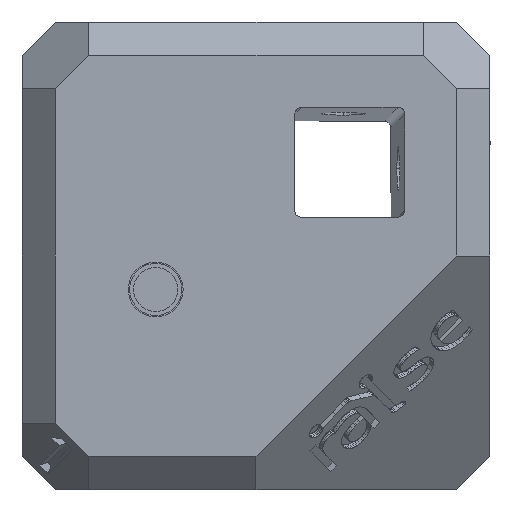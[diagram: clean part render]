
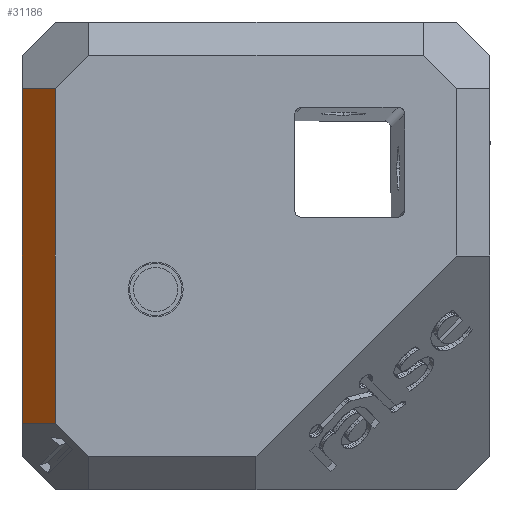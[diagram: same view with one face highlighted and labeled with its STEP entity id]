
A CAD part, front view. The second image highlights one B-rep face of the part: STEP entity #31186.
In plain terms, the highlighted planar face has unit normal (-0.707, -0.707, 0).
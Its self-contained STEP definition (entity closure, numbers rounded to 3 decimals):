
#1626 = CARTESIAN_POINT ( 'NONE',  ( -30., 0., 25. ) ) ;
#2046 = CARTESIAN_POINT ( 'NONE',  ( -35., 5., -25. ) ) ;
#3745 = FACE_OUTER_BOUND ( 'NONE', #29504, .T. ) ;
#5422 = VECTOR ( 'NONE', #8815, 1000. ) ;
#6956 = VECTOR ( 'NONE', #36615, 1000. ) ;
#6987 = VERTEX_POINT ( 'NONE', #32728 ) ;
#8550 = CARTESIAN_POINT ( 'NONE',  ( -15., -15., 25. ) ) ;
#8815 = DIRECTION ( 'NONE',  ( 0.707, -0.707, 0. ) ) ;
#9019 = DIRECTION ( 'NONE',  ( 0., 0., -1. ) ) ;
#9977 = LINE ( 'NONE', #2046, #6956 ) ;
#10342 = ORIENTED_EDGE ( 'NONE', *, *, #43430, .F. ) ;
#11967 = ORIENTED_EDGE ( 'NONE', *, *, #31761, .F. ) ;
#12187 = PLANE ( 'NONE',  #38807 ) ;
#12878 = ORIENTED_EDGE ( 'NONE', *, *, #44047, .F. ) ;
#19604 = DIRECTION ( 'NONE',  ( -0.707, -0.707, 0. ) ) ;
#21299 = CARTESIAN_POINT ( 'NONE',  ( -30., 0., -20. ) ) ;
#25745 = CARTESIAN_POINT ( 'NONE',  ( -35., 5., 25. ) ) ;
#26081 = LINE ( 'NONE', #41684, #37361 ) ;
#26708 = VERTEX_POINT ( 'NONE', #1626 ) ;
#27803 = CARTESIAN_POINT ( 'NONE',  ( -35., 5., 35. ) ) ;
#28020 = LINE ( 'NONE', #8550, #5422 ) ;
#29504 = EDGE_LOOP ( 'NONE', ( #11967, #32691, #10342, #12878 ) ) ;
#30298 = VERTEX_POINT ( 'NONE', #34836 ) ;
#31186 = ADVANCED_FACE ( 'NONE', ( #3745 ), #12187, .T. ) ;
#31761 = EDGE_CURVE ( 'NONE', #6987, #30298, #9977, .T. ) ;
#32691 = ORIENTED_EDGE ( 'NONE', *, *, #48660, .F. ) ;
#32728 = CARTESIAN_POINT ( 'NONE',  ( -30., 0., -25. ) ) ;
#34251 = DIRECTION ( 'NONE',  ( 0., 0., 1. ) ) ;
#34836 = CARTESIAN_POINT ( 'NONE',  ( -35., 5., -25. ) ) ;
#36615 = DIRECTION ( 'NONE',  ( -0.707, 0.707, 0. ) ) ;
#36877 = VECTOR ( 'NONE', #9019, 1000. ) ;
#37361 = VECTOR ( 'NONE', #34251, 1000. ) ;
#38807 = AXIS2_PLACEMENT_3D ( 'NONE', #27803, #19604, #39068 ) ;
#39068 = DIRECTION ( 'NONE',  ( 0., 0., -1. ) ) ;
#41684 = CARTESIAN_POINT ( 'NONE',  ( -35., 5., 20. ) ) ;
#43181 = VERTEX_POINT ( 'NONE', #25745 ) ;
#43430 = EDGE_CURVE ( 'NONE', #43181, #26708, #28020, .T. ) ;
#44047 = EDGE_CURVE ( 'NONE', #30298, #43181, #26081, .T. ) ;
#44081 = LINE ( 'NONE', #21299, #36877 ) ;
#48660 = EDGE_CURVE ( 'NONE', #26708, #6987, #44081, .T. ) ;
